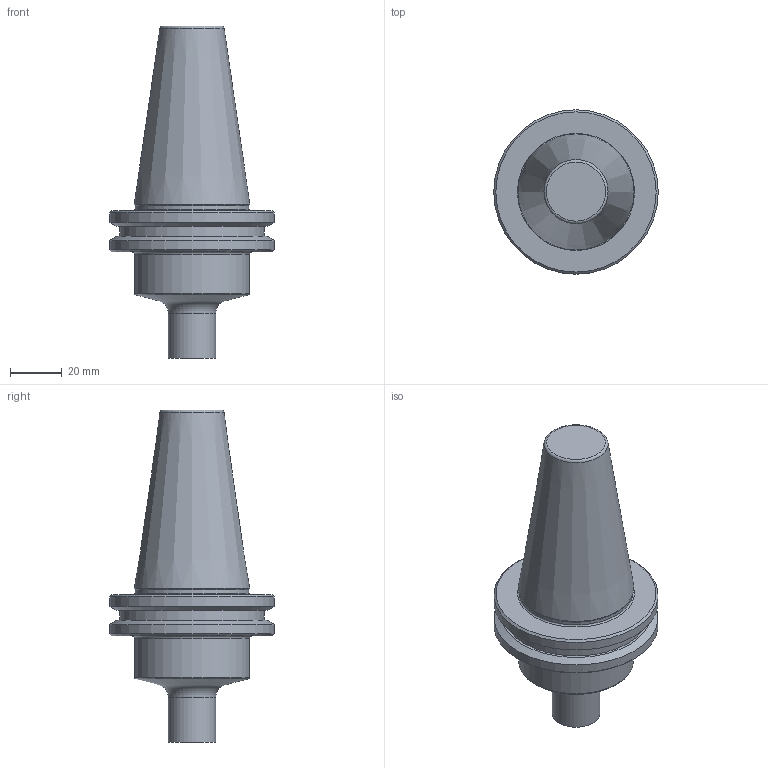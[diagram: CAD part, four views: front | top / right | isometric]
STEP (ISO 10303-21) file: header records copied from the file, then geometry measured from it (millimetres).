
FILE_DESCRIPTION(/* description */ ('3-D model version:1'),/* implementation_level */ '2;1');
FILE_NAME(/* name */ 'A392.45EH-4020060',/* time_stamp */ '2016-12-02T13:56:29',/* author */ ('InteractiveCad'),/* organization */ ('AB Sandvik Coromant'),/* preprocessor_version */ 'ST-DEVELOPER v15',/* originating_system */ 'SIEMENS PLM Software NX 8.5',/* authorization */ '');
FILE_SCHEMA(('AUTOMOTIVE_DESIGN'));
Length unit declared in the file: millimetre
Products named in the file (1): A392_45EH_4020060_SIM
Bounding box: 63.5 x 63.5 x 128.25 mm (x, y, z)
Volume: 151103.1 mm3; surface area: 20406.4 mm2
Topology: 1 solids, 1 shells, 24 faces, 41 edges, 23 vertices
Faces by surface type: cone 7, plane 6, cylinder 6, torus 5
Full cylindrical faces by diameter (mm): 18.4 x1, 44 x1, 44.45 x1, 56 x1, 63.5 x2
Entity records: 570 total; most frequent: DIRECTION 102, CARTESIAN_POINT 74, AXIS2_PLACEMENT_3D 51, EDGE_LOOP 46, ORIENTED_EDGE 46, FACE_BOUND 44, ADVANCED_FACE 24, VERTEX_POINT 23
